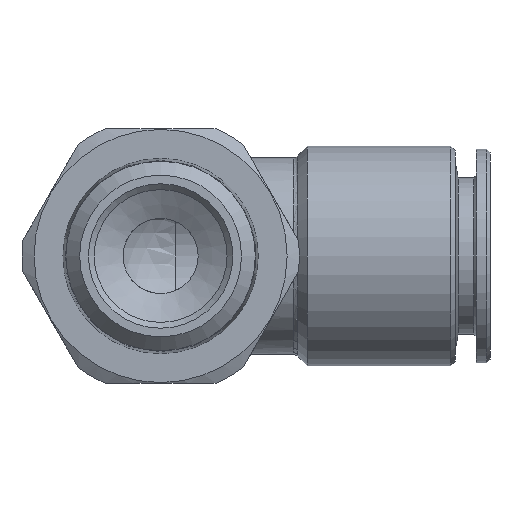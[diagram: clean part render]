
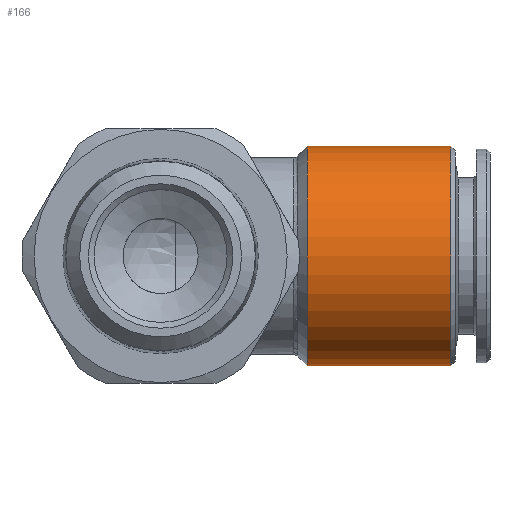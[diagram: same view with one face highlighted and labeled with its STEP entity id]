
A CAD part, front view. The second image highlights one B-rep face of the part: STEP entity #166.
In plain terms, the highlighted cylindrical face has radius 9.5 mm (diameter 19 mm), a full revolution.
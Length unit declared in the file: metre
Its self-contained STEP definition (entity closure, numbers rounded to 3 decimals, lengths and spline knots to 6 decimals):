
#166 = ADVANCED_FACE( 'NONE', ( #418, #419 ), #420, .T. );
#418 = FACE_OUTER_BOUND( '', #768, .T. );
#419 = FACE_OUTER_BOUND( '', #769, .T. );
#420 = CYLINDRICAL_SURFACE( '', #770, 0.0095 );
#768 = EDGE_LOOP( '', ( #1375 ) );
#769 = EDGE_LOOP( '', ( #1376 ) );
#770 = AXIS2_PLACEMENT_3D( '', #1377, #1378, #1379 );
#1375 = ORIENTED_EDGE( '', *, *, #2133, .T. );
#1376 = ORIENTED_EDGE( '', *, *, #2087, .T. );
#1377 = CARTESIAN_POINT( '', ( 0., 0., 0. ) );
#1378 = DIRECTION( '', ( 1., 0., 0. ) );
#1379 = DIRECTION( '', ( 0., 0., 1. ) );
#2087 = EDGE_CURVE( 'NONE', #2452, #2452, #2453, .T. );
#2133 = EDGE_CURVE( 'NONE', #2531, #2531, #2532, .T. );
#2452 = VERTEX_POINT( '', #3004 );
#2453 = CIRCLE( '', #3005, 0.0095 );
#2531 = VERTEX_POINT( '', #3229 );
#2532 = CIRCLE( '', #3230, 0.0095 );
#3004 = CARTESIAN_POINT( '', ( 0.0251, 0., 0.0095 ) );
#3005 = AXIS2_PLACEMENT_3D( '', #3875, #3876, #3877 );
#3229 = CARTESIAN_POINT( '', ( 0.01271, 0., -0.0095 ) );
#3230 = AXIS2_PLACEMENT_3D( '', #3933, #3934, #3935 );
#3875 = CARTESIAN_POINT( '', ( 0.0251, 0., 0. ) );
#3876 = DIRECTION( '', ( -1., 0., 0. ) );
#3877 = DIRECTION( '', ( 0., 0., 1. ) );
#3933 = CARTESIAN_POINT( '', ( 0.01271, 0., 0. ) );
#3934 = DIRECTION( '', ( 1., 0., 0. ) );
#3935 = DIRECTION( '', ( 0., 0., -1. ) );
